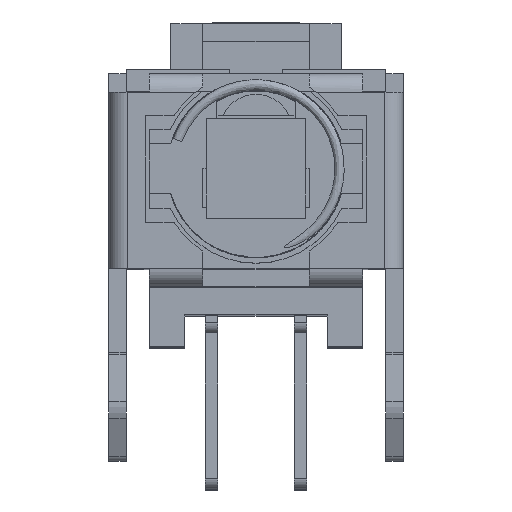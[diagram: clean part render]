
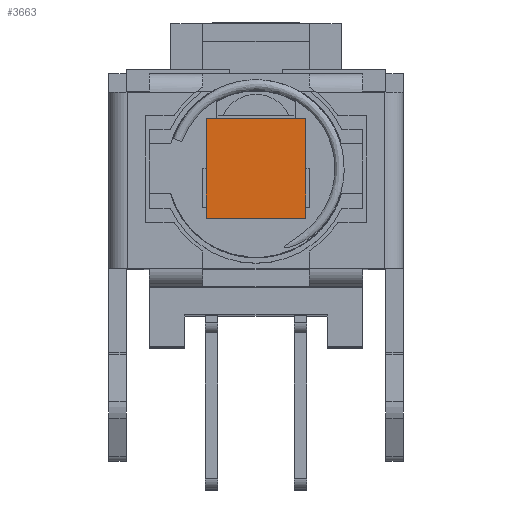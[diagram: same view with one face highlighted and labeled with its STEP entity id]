
A CAD part, top view. The second image highlights one B-rep face of the part: STEP entity #3663.
In plain terms, the highlighted planar face has unit normal (0, 0, 1).
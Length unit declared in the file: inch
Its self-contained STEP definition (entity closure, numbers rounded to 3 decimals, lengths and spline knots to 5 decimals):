
#3542=CARTESIAN_POINT('',(0.05512,0.05512,0.42717));
#3543=VERTEX_POINT('',#3542);
#3550=CARTESIAN_POINT('',(0.05512,-0.05512,0.42717));
#3551=VERTEX_POINT('',#3550);
#3552=CARTESIAN_POINT('',(0.05512,-0.05512,0.42717));
#3553=DIRECTION('',(0.0,1.0,0.0));
#3554=VECTOR('',#3553,0.11024);
#3555=LINE('',#3552,#3554);
#3556=EDGE_CURVE('',#3551,#3543,#3555,.T.);
#3573=CARTESIAN_POINT('',(-0.05512,0.05512,0.42717));
#3574=VERTEX_POINT('',#3573);
#3581=CARTESIAN_POINT('',(0.05512,0.05512,0.42717));
#3582=DIRECTION('',(-1.0,0.0,0.0));
#3583=VECTOR('',#3582,0.11024);
#3584=LINE('',#3581,#3583);
#3585=EDGE_CURVE('',#3543,#3574,#3584,.T.);
#3597=CARTESIAN_POINT('',(-0.05512,-0.05512,0.42717));
#3598=VERTEX_POINT('',#3597);
#3605=CARTESIAN_POINT('',(-0.05512,0.05512,0.42717));
#3606=DIRECTION('',(0.0,-1.0,0.0));
#3607=VECTOR('',#3606,0.11024);
#3608=LINE('',#3605,#3607);
#3609=EDGE_CURVE('',#3574,#3598,#3608,.T.);
#3622=CARTESIAN_POINT('',(-0.05512,-0.05512,0.42717));
#3623=DIRECTION('',(1.0,0.0,0.0));
#3624=VECTOR('',#3623,0.11024);
#3625=LINE('',#3622,#3624);
#3626=EDGE_CURVE('',#3598,#3551,#3625,.T.);
#3652=CARTESIAN_POINT('',(-0.06063,-0.06063,0.42717));
#3653=DIRECTION('',(0.0,0.0,1.0));
#3654=DIRECTION('',(1.0,0.0,0.0));
#3655=AXIS2_PLACEMENT_3D('',#3652,#3653,#3654);
#3656=PLANE('',#3655);
#3657=ORIENTED_EDGE('',*,*,#3626,.T.);
#3658=ORIENTED_EDGE('',*,*,#3556,.T.);
#3659=ORIENTED_EDGE('',*,*,#3585,.T.);
#3660=ORIENTED_EDGE('',*,*,#3609,.T.);
#3661=EDGE_LOOP('',(#3657,#3658,#3659,#3660));
#3662=FACE_OUTER_BOUND('',#3661,.T.);
#3663=ADVANCED_FACE('',(#3662),#3656,.T.);
